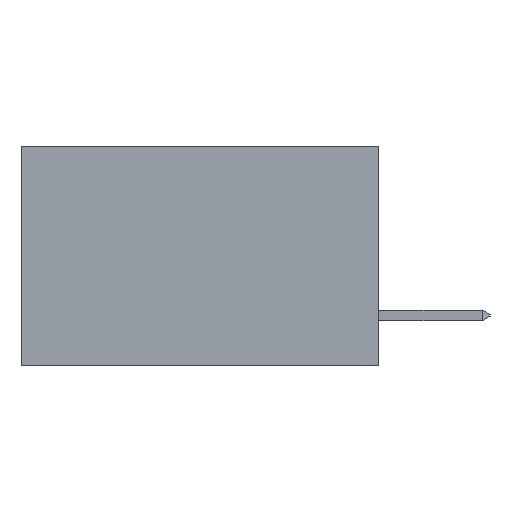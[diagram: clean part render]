
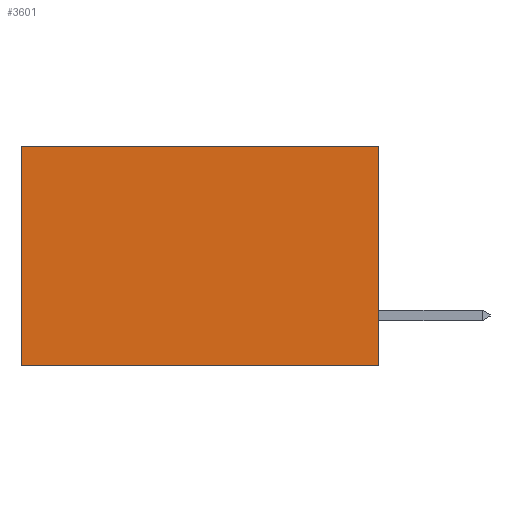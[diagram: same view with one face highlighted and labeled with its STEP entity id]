
A CAD part, left-side view. The second image highlights one B-rep face of the part: STEP entity #3601.
In plain terms, the highlighted planar face has unit normal (-1, 0, 0).
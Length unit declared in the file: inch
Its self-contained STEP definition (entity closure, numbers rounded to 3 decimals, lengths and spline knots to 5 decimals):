
#156 = LINE ( 'NONE', #14868, #7373 ) ;
#1598 = VECTOR ( 'NONE', #4456, 39.37008 ) ;
#1620 = CARTESIAN_POINT ( 'NONE',  ( 0.2615, 0.6, 0. ) ) ;
#2159 = ORIENTED_EDGE ( 'NONE', *, *, #11919, .F. ) ;
#2441 = VERTEX_POINT ( 'NONE', #11301 ) ;
#2459 = FACE_OUTER_BOUND ( 'NONE', #9746, .T. ) ;
#2653 = DIRECTION ( 'NONE',  ( 0., 1., 0. ) ) ;
#2718 = CARTESIAN_POINT ( 'NONE',  ( 0.2615, 0., 0. ) ) ;
#2763 = ORIENTED_EDGE ( 'NONE', *, *, #7846, .T. ) ;
#3601 = ADVANCED_FACE ( 'NONE', ( #2459 ), #5494, .F. ) ;
#4127 = LINE ( 'NONE', #10656, #14002 ) ;
#4456 = DIRECTION ( 'NONE',  ( 0., 1., 0. ) ) ;
#5055 = EDGE_CURVE ( 'NONE', #8292, #2441, #4127, .T. ) ;
#5192 = CARTESIAN_POINT ( 'NONE',  ( 0.2615, 0.6, -0.37 ) ) ;
#5258 = DIRECTION ( 'NONE',  ( 0., 0., -1. ) ) ;
#5326 = CARTESIAN_POINT ( 'NONE',  ( 0.2615, 0., -0.37 ) ) ;
#5369 = DIRECTION ( 'NONE',  ( 1., 0., 0. ) ) ;
#5494 = PLANE ( 'NONE',  #8859 ) ;
#5869 = CARTESIAN_POINT ( 'NONE',  ( 0.2615, 0., -0.37 ) ) ;
#7373 = VECTOR ( 'NONE', #15232, 39.37008 ) ;
#7781 = VERTEX_POINT ( 'NONE', #5192 ) ;
#7846 = EDGE_CURVE ( 'NONE', #8292, #15869, #14535, .T. ) ;
#8283 = EDGE_CURVE ( 'NONE', #15869, #7781, #156, .T. ) ;
#8292 = VERTEX_POINT ( 'NONE', #16276 ) ;
#8859 = AXIS2_PLACEMENT_3D ( 'NONE', #5326, #5369, #5258 ) ;
#9746 = EDGE_LOOP ( 'NONE', ( #15732, #2159, #10101, #2763 ) ) ;
#10101 = ORIENTED_EDGE ( 'NONE', *, *, #5055, .F. ) ;
#10600 = DIRECTION ( 'NONE',  ( 0., 0., -1. ) ) ;
#10656 = CARTESIAN_POINT ( 'NONE',  ( 0.2615, 0., -0.37 ) ) ;
#10978 = VECTOR ( 'NONE', #2653, 39.37008 ) ;
#11301 = CARTESIAN_POINT ( 'NONE',  ( 0.2615, 0., -0.37 ) ) ;
#11919 = EDGE_CURVE ( 'NONE', #2441, #7781, #15509, .T. ) ;
#14002 = VECTOR ( 'NONE', #10600, 39.37008 ) ;
#14535 = LINE ( 'NONE', #2718, #10978 ) ;
#14868 = CARTESIAN_POINT ( 'NONE',  ( 0.2615, 0.6, -0.37 ) ) ;
#15232 = DIRECTION ( 'NONE',  ( 0., 0., -1. ) ) ;
#15509 = LINE ( 'NONE', #5869, #1598 ) ;
#15732 = ORIENTED_EDGE ( 'NONE', *, *, #8283, .T. ) ;
#15869 = VERTEX_POINT ( 'NONE', #1620 ) ;
#16276 = CARTESIAN_POINT ( 'NONE',  ( 0.2615, 0., 0. ) ) ;
